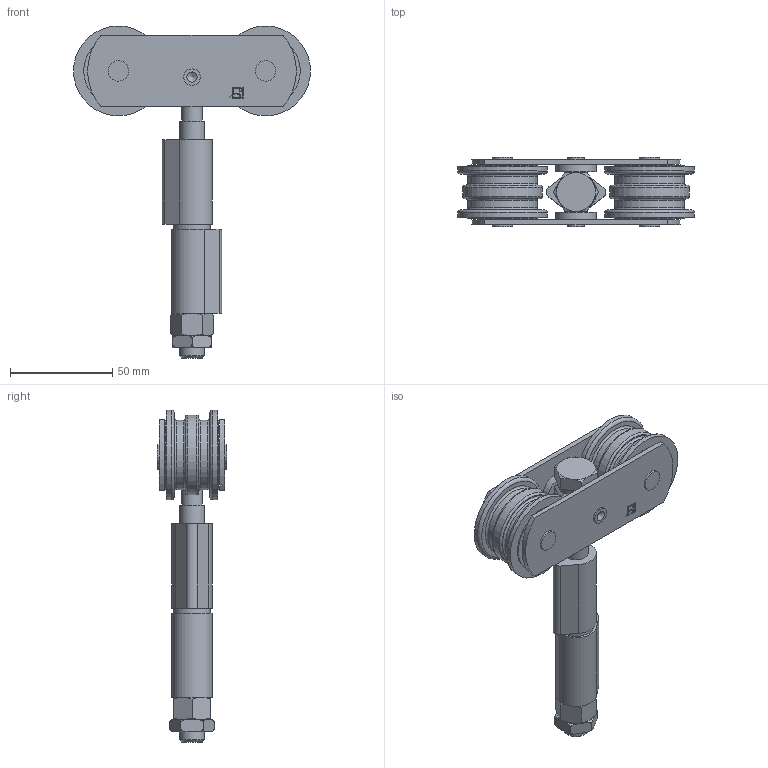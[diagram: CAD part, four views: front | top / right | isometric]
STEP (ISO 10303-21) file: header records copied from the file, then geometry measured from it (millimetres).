
FILE_DESCRIPTION(/* description */ (''),/* implementation_level */ '2;1');
FILE_NAME(/* name */ '0552SO.stp',/* time_stamp */ '2023-09-27T16:16:22+02:00',/* author */ ('Didierr'),/* organization */ (''),/* preprocessor_version */ 'ST-DEVELOPER v18.1',/* originating_system */ 'Autodesk Inventor 2021',/* authorisation */ '');
FILE_SCHEMA (('CONFIG_CONTROL_DESIGN'));
Length unit declared in the file: millimetre
Products named in the file (14): 552 SO; 14592; 11002 MONT; 15284; 06012; 06013; 16407; 15246; 13595 BIS; 13595; CAG5; 15018; 15657; AS606-A-NT
Assembly tree (28 placements, depth 3):
  552 SO
    14592  x2
    11002 MONT  x2
    15284
    06012
    06013
    16407  x2
    15246  x2
    13595 BIS  x2
    13595
    CAG5  x2
      15018
      15657
    AS606-A-NT  x2
Bounding box: 116 x 34.2 x 162.5 mm (x, y, z)
Volume: 121177.9 mm3; surface area: 72274.6 mm2
Topology: 36 solids, 36 shells, 440 faces, 1039 edges, 671 vertices
Faces by surface type: plane 208, cylinder 175, cone 35, torus 22
Full cylindrical faces by diameter (mm): 1.392 x2, 5 x20, 7.7 x4, 7.8 x2, 7.9 x6, 8 x2, 8.1 x2, 10 x5, 10.106 x2, 12 x4, 12.2 x1, 12.5 x2, 14 x4, 17.4 x1, 17.5 x2, 18 x2, 20 x2, 23.8 x2, 24.15 x2, 34 x8, 39 x2, 44 x4
Entity records: 8074 total; most frequent: CARTESIAN_POINT 1648, DIRECTION 1334, ORIENTED_EDGE 1166, EDGE_CURVE 583, AXIS2_PLACEMENT_3D 532, VERTEX_POINT 374, EDGE_LOOP 279, LINE 270
